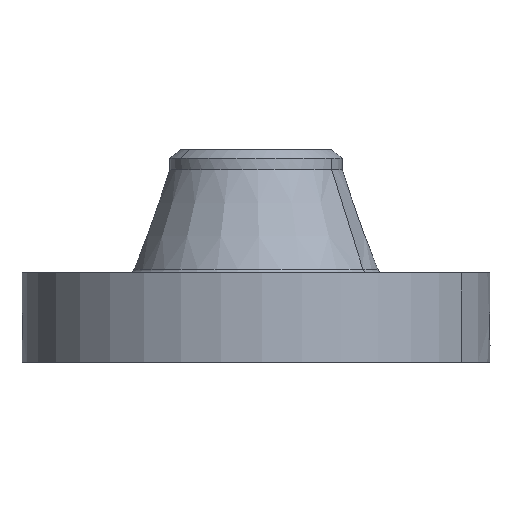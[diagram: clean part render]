
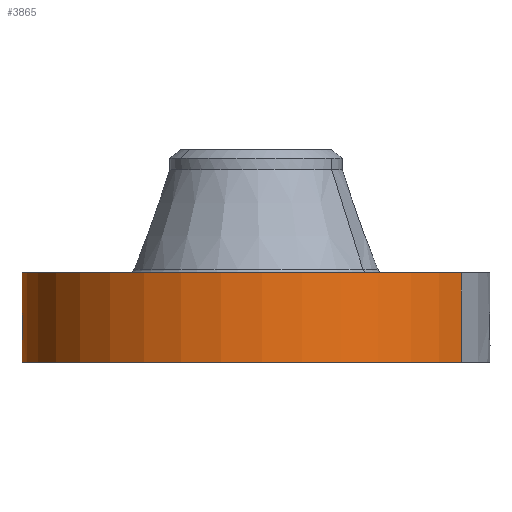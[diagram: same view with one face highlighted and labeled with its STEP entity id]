
A CAD part, left-side view. The second image highlights one B-rep face of the part: STEP entity #3865.
In plain terms, the highlighted cylindrical face has radius 120.65 mm (diameter 241.3 mm), a partial arc.
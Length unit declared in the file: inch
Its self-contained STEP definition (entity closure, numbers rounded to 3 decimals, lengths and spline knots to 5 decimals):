
#2927=AXIS2_PLACEMENT_3D('Circle Axis2P3D',#2925,#2926,$) ;
#3735=AXIS2_PLACEMENT_3D('Cylinder Axis2P3D',#3732,#3733,#3734) ;
#3739=AXIS2_PLACEMENT_3D('Circle Axis2P3D',#3737,#3738,$) ;
#2920=CARTESIAN_POINT('Vertex',(2.27727,4.16852,1.812)) ;
#2922=CARTESIAN_POINT('Vertex',(-2.27727,-4.16852,1.812)) ;
#2925=CARTESIAN_POINT('Axis2P3D Location',(0.,0.,1.812)) ;
#3732=CARTESIAN_POINT('Axis2P3D Location',(0.,0.,2.156)) ;
#3737=CARTESIAN_POINT('Axis2P3D Location',(0.,0.,0.)) ;
#3741=CARTESIAN_POINT('Vertex',(-2.27727,-4.16852,0.)) ;
#3743=CARTESIAN_POINT('Vertex',(2.27727,4.16852,0.)) ;
#3746=CARTESIAN_POINT('Line Origine',(-2.27727,-4.16852,0.906)) ;
#3751=CARTESIAN_POINT('Line Origine',(2.27727,4.16852,0.906)) ;
#3763=CARTESIAN_POINT('Control Point',(-0.06645,4.74954,1.09781)) ;
#3764=CARTESIAN_POINT('Control Point',(-0.0448,4.74984,1.10196)) ;
#3765=CARTESIAN_POINT('Control Point',(-0.02276,4.75,1.10407)) ;
#3766=CARTESIAN_POINT('Control Point',(-0.00072,4.75,1.10412)) ;
#3767=CARTESIAN_POINT('Vertex',(-0.06642,4.74954,1.09782)) ;
#3769=CARTESIAN_POINT('Vertex',(-0.00072,4.75,1.10412)) ;
#3773=CARTESIAN_POINT('Control Point',(-0.06642,4.74954,1.09782)) ;
#3774=CARTESIAN_POINT('Control Point',(-0.10275,4.74903,1.09202)) ;
#3775=CARTESIAN_POINT('Control Point',(-0.13812,4.7481,1.07977)) ;
#3776=CARTESIAN_POINT('Control Point',(-0.17048,4.74694,1.06209)) ;
#3777=CARTESIAN_POINT('Vertex',(-0.17048,4.74694,1.06209)) ;
#3781=CARTESIAN_POINT('Control Point',(-0.02897,4.74991,0.34104)) ;
#3782=CARTESIAN_POINT('Control Point',(-0.0748,4.74963,0.34693)) ;
#3783=CARTESIAN_POINT('Control Point',(-0.11948,4.74881,0.36019)) ;
#3784=CARTESIAN_POINT('Control Point',(-0.16131,4.7475,0.38044)) ;
#3785=CARTESIAN_POINT('Control Point',(-0.24555,4.74402,0.43856)) ;
#3786=CARTESIAN_POINT('Control Point',(-0.30606,4.74027,0.51961)) ;
#3787=CARTESIAN_POINT('Control Point',(-0.33099,4.7385,0.5691)) ;
#3788=CARTESIAN_POINT('Control Point',(-0.35845,4.73647,0.65742)) ;
#3789=CARTESIAN_POINT('Control Point',(-0.36078,4.73628,0.74821)) ;
#3790=CARTESIAN_POINT('Control Point',(-0.35752,4.73653,0.78516)) ;
#3791=CARTESIAN_POINT('Control Point',(-0.33903,4.73794,0.87509)) ;
#3792=CARTESIAN_POINT('Control Point',(-0.29544,4.74092,0.95643)) ;
#3793=CARTESIAN_POINT('Control Point',(-0.2608,4.74309,1.00001)) ;
#3794=CARTESIAN_POINT('Control Point',(-0.21832,4.74522,1.03594)) ;
#3795=CARTESIAN_POINT('Control Point',(-0.17048,4.74694,1.06209)) ;
#3796=CARTESIAN_POINT('Vertex',(-0.02897,4.74991,0.34104)) ;
#3800=CARTESIAN_POINT('Control Point',(-0.02897,4.74991,0.34104)) ;
#3801=CARTESIAN_POINT('Control Point',(-0.01931,4.74997,0.34085)) ;
#3802=CARTESIAN_POINT('Control Point',(-0.00964,4.75,0.34097)) ;
#3803=CARTESIAN_POINT('Control Point',(0.,4.75,0.34137)) ;
#3804=CARTESIAN_POINT('Vertex',(0.,4.75,0.34137)) ;
#3808=CARTESIAN_POINT('Control Point',(0.19461,4.74601,0.39378)) ;
#3809=CARTESIAN_POINT('Control Point',(0.13484,4.74846,0.362)) ;
#3810=CARTESIAN_POINT('Control Point',(0.06784,4.75,0.34425)) ;
#3811=CARTESIAN_POINT('Control Point',(0.,4.75,0.34137)) ;
#3812=CARTESIAN_POINT('Vertex',(0.19461,4.74601,0.39378)) ;
#3816=CARTESIAN_POINT('Control Point',(0.33283,4.73833,0.51122)) ;
#3817=CARTESIAN_POINT('Control Point',(0.30537,4.74025,0.47456)) ;
#3818=CARTESIAN_POINT('Control Point',(0.27225,4.74237,0.44222)) ;
#3819=CARTESIAN_POINT('Control Point',(0.2349,4.74436,0.4152)) ;
#3820=CARTESIAN_POINT('Control Point',(0.19461,4.74601,0.39378)) ;
#3821=CARTESIAN_POINT('Vertex',(0.33283,4.73833,0.51122)) ;
#3825=CARTESIAN_POINT('Control Point',(0.33283,4.73833,0.51122)) ;
#3826=CARTESIAN_POINT('Control Point',(0.36219,4.73626,0.55406)) ;
#3827=CARTESIAN_POINT('Control Point',(0.38461,4.73444,0.60155)) ;
#3828=CARTESIAN_POINT('Control Point',(0.39949,4.73318,0.6518)) ;
#3829=CARTESIAN_POINT('Control Point',(0.40676,4.73255,0.70325)) ;
#3830=CARTESIAN_POINT('Vertex',(0.40676,4.73255,0.70325)) ;
#3834=CARTESIAN_POINT('Control Point',(0.40676,4.73255,0.70325)) ;
#3835=CARTESIAN_POINT('Control Point',(0.41094,4.73219,0.75359)) ;
#3836=CARTESIAN_POINT('Control Point',(0.4062,4.7326,0.80456)) ;
#3837=CARTESIAN_POINT('Control Point',(0.39225,4.73383,0.8539)) ;
#3838=CARTESIAN_POINT('Control Point',(0.35641,4.73677,0.9281)) ;
#3839=CARTESIAN_POINT('Control Point',(0.30336,4.74038,0.98883)) ;
#3840=CARTESIAN_POINT('Control Point',(0.28057,4.7418,1.01005)) ;
#3841=CARTESIAN_POINT('Control Point',(0.21667,4.74536,1.05872)) ;
#3842=CARTESIAN_POINT('Control Point',(0.14313,4.74818,1.08973)) ;
#3843=CARTESIAN_POINT('Control Point',(0.09576,4.7494,1.1017)) ;
#3844=CARTESIAN_POINT('Control Point',(0.04759,4.75,1.10649)) ;
#3845=CARTESIAN_POINT('Control Point',(-0.00003,4.75,1.10415)) ;
#3846=CARTESIAN_POINT('Vertex',(-0.00003,4.75,1.10415)) ;
#3850=CARTESIAN_POINT('Control Point',(-0.00072,4.75,1.10412)) ;
#3851=CARTESIAN_POINT('Control Point',(-0.00037,4.75,1.10414)) ;
#3852=CARTESIAN_POINT('Control Point',(-0.00003,4.75,1.10415)) ;
#2926=DIRECTION('Axis2P3D Direction',(0.,0.,-0.039)) ;
#3733=DIRECTION('Axis2P3D Direction',(0.,0.,-0.039)) ;
#3734=DIRECTION('Axis2P3D XDirection',(0.019,0.035,0.)) ;
#3738=DIRECTION('Axis2P3D Direction',(0.,0.,-0.039)) ;
#3747=DIRECTION('Vector Direction',(0.,0.,-0.039)) ;
#3752=DIRECTION('Vector Direction',(0.,0.,-0.039)) ;
#3748=VECTOR('Line Direction',#3747,0.03937) ;
#3753=VECTOR('Line Direction',#3752,0.03937) ;
#3757=ORIENTED_EDGE('',*,*,#3745,.F.) ;
#3758=ORIENTED_EDGE('',*,*,#3750,.T.) ;
#3759=ORIENTED_EDGE('',*,*,#2929,.T.) ;
#3760=ORIENTED_EDGE('',*,*,#3755,.F.) ;
#3855=ORIENTED_EDGE('',*,*,#3771,.F.) ;
#3856=ORIENTED_EDGE('',*,*,#3779,.T.) ;
#3857=ORIENTED_EDGE('',*,*,#3798,.F.) ;
#3858=ORIENTED_EDGE('',*,*,#3806,.T.) ;
#3859=ORIENTED_EDGE('',*,*,#3814,.F.) ;
#3860=ORIENTED_EDGE('',*,*,#3823,.F.) ;
#3861=ORIENTED_EDGE('',*,*,#3832,.T.) ;
#3862=ORIENTED_EDGE('',*,*,#3848,.T.) ;
#3863=ORIENTED_EDGE('',*,*,#3853,.F.) ;
#3864=FACE_BOUND('',#3854,.T.) ;
#3865=ADVANCED_FACE('PartBody',(#3761,#3864),#3736,.T.) ;
#3762=B_SPLINE_CURVE_WITH_KNOTS('',3,(#3763,#3764,#3765,#3766),.UNSPECIFIED.,.F.,.U.,(4,4),(4.0766,6.52206),.UNSPECIFIED.) ;
#3772=B_SPLINE_CURVE_WITH_KNOTS('',3,(#3773,#3774,#3775,#3776),.UNSPECIFIED.,.F.,.U.,(4,4),(0.,4.13425),.UNSPECIFIED.) ;
#3780=B_SPLINE_CURVE_WITH_KNOTS('',5,(#3781,#3782,#3783,#3784,#3785,#3786,#3787,#3788,#3789,#3790,#3791,#3792,#3793,#3794,#3795),.UNSPECIFIED.,.F.,.U.,(6,3,3,3,6),(0.,8.03013,17.93021,24.78415,34.97044),.UNSPECIFIED.) ;
#3799=B_SPLINE_CURVE_WITH_KNOTS('',3,(#3800,#3801,#3802,#3803),.UNSPECIFIED.,.F.,.U.,(4,4),(0.,1.00796),.UNSPECIFIED.) ;
#3807=B_SPLINE_CURVE_WITH_KNOTS('',3,(#3808,#3809,#3810,#3811),.UNSPECIFIED.,.F.,.U.,(4,4),(0.,7.08966),.UNSPECIFIED.) ;
#3815=B_SPLINE_CURVE_WITH_KNOTS('',4,(#3816,#3817,#3818,#3819,#3820),.UNSPECIFIED.,.F.,.U.,(5,5),(0.,6.37257),.UNSPECIFIED.) ;
#3824=B_SPLINE_CURVE_WITH_KNOTS('',4,(#3825,#3826,#3827,#3828,#3829),.UNSPECIFIED.,.F.,.U.,(5,5),(0.,7.22448),.UNSPECIFIED.) ;
#3833=B_SPLINE_CURVE_WITH_KNOTS('',5,(#3834,#3835,#3836,#3837,#3838,#3839,#3840,#3841,#3842,#3843,#3844,#3845),.UNSPECIFIED.,.F.,.U.,(6,3,3,6),(0.,8.77965,14.34235,23.24277),.UNSPECIFIED.) ;
#3849=B_SPLINE_CURVE_WITH_KNOTS('',2,(#3850,#3851,#3852),.UNSPECIFIED.,.F.,.U.,(3,3),(1.10273,1.12856),.UNSPECIFIED.) ;
#2928=CIRCLE('generated circle',#2927,4.75) ;
#3740=CIRCLE('generated circle',#3739,4.75) ;
#3736=CYLINDRICAL_SURFACE('generated cylinder',#3735,4.75) ;
#2929=EDGE_CURVE('',#2923,#2921,#2928,.T.) ;
#3745=EDGE_CURVE('',#3742,#3744,#3740,.T.) ;
#3750=EDGE_CURVE('',#3742,#2923,#3749,.F.) ;
#3755=EDGE_CURVE('',#3744,#2921,#3754,.F.) ;
#3771=EDGE_CURVE('',#3768,#3770,#3762,.T.) ;
#3779=EDGE_CURVE('',#3768,#3778,#3772,.T.) ;
#3798=EDGE_CURVE('',#3797,#3778,#3780,.T.) ;
#3806=EDGE_CURVE('',#3797,#3805,#3799,.T.) ;
#3814=EDGE_CURVE('',#3813,#3805,#3807,.T.) ;
#3823=EDGE_CURVE('',#3822,#3813,#3815,.T.) ;
#3832=EDGE_CURVE('',#3822,#3831,#3824,.T.) ;
#3848=EDGE_CURVE('',#3831,#3847,#3833,.T.) ;
#3853=EDGE_CURVE('',#3770,#3847,#3849,.T.) ;
#3756=EDGE_LOOP('',(#3757,#3758,#3759,#3760)) ;
#3854=EDGE_LOOP('',(#3855,#3856,#3857,#3858,#3859,#3860,#3861,#3862,#3863)) ;
#3761=FACE_OUTER_BOUND('',#3756,.T.) ;
#3749=LINE('Line',#3746,#3748) ;
#3754=LINE('Line',#3751,#3753) ;
#2921=VERTEX_POINT('',#2920) ;
#2923=VERTEX_POINT('',#2922) ;
#3742=VERTEX_POINT('',#3741) ;
#3744=VERTEX_POINT('',#3743) ;
#3768=VERTEX_POINT('',#3767) ;
#3770=VERTEX_POINT('',#3769) ;
#3778=VERTEX_POINT('',#3777) ;
#3797=VERTEX_POINT('',#3796) ;
#3805=VERTEX_POINT('',#3804) ;
#3813=VERTEX_POINT('',#3812) ;
#3822=VERTEX_POINT('',#3821) ;
#3831=VERTEX_POINT('',#3830) ;
#3847=VERTEX_POINT('',#3846) ;
